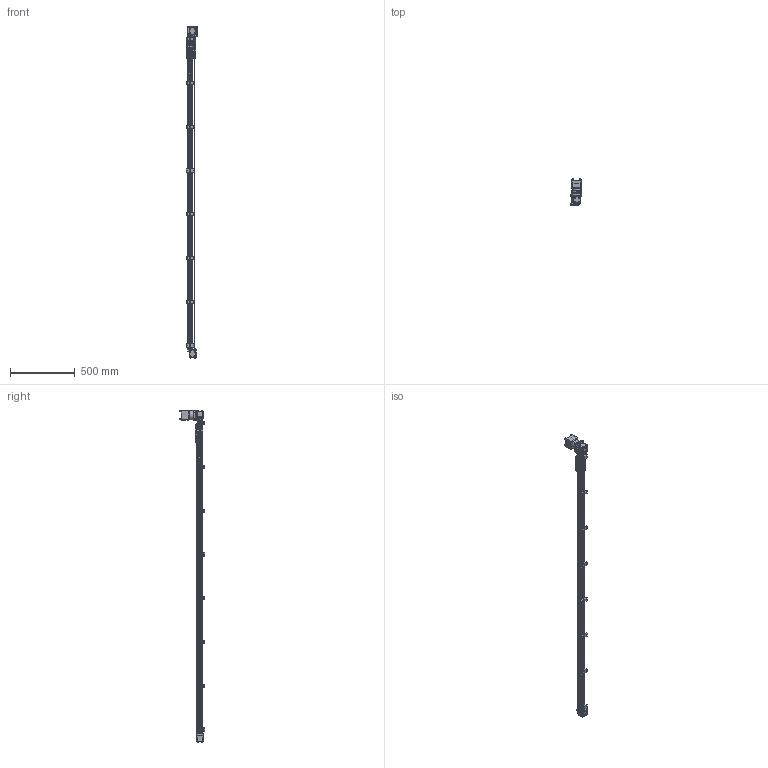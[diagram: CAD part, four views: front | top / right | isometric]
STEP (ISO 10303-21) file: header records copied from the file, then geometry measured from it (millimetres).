
FILE_DESCRIPTION (( 'STEP AP203' ), '1' );
FILE_NAME ('MXB25P_BWS18_SK88.000_MXB-495366-1.step', '2025-08-19T14:48:14', ( '' ), ( '' ), 'SwSTEP 2.0', 'SolidWorks 2024', '' );
FILE_SCHEMA (( 'CONFIG_CONTROL_DESIGN' ));
Length unit declared in the file: inch
Products named in the file (6): tempJoin8_45109055_MXB25P_BWS18_SK88.000_MXB-495366-1; 85259801_MXB25P_BWS18_SK88.000_MXB-495366-1; Base_MXB25P_BWS18_SK88.000_MXB-495366-1; 85259030_MXB25P_BWS18_SK88.000_MXB-495366-1; MXB25P_BWS18_SK88.000_MXB-495366-1; tempJoin4_44109204_MXB25P_BWS18_SK88.000_MXB-495366-1
Assembly tree (12 placements, depth 2):
  MXB25P_BWS18_SK88.000_MXB-495366-1
    85259801_MXB25P_BWS18_SK88.000_MXB-495366-1
    85259030_MXB25P_BWS18_SK88.000_MXB-495366-1  x8
    tempJoin4_44109204_MXB25P_BWS18_SK88.000_MXB-495366-1
    tempJoin8_45109055_MXB25P_BWS18_SK88.000_MXB-495366-1
    Base_MXB25P_BWS18_SK88.000_MXB-495366-1
Bounding box: 89.45 x 196.09 x 2555.12 mm (x, y, z)
Volume: 5088769.7 mm3; surface area: 1080688.8 mm2
Topology: 13 solids, 64 shells, 3352 faces, 8192 edges, 5309 vertices
Faces by surface type: plane 2089, cylinder 949, cone 205, torus 55, sphere 44, bspline 10
Full cylindrical faces by diameter (mm): 1.587 x1, 2.2 x4, 2.5 x16, 3 x16, 3.3 x16, 3.454 x1, 3.58 x8, 3.91 x10, 4 x23, 4.2 x23, 4.318 x1, 4.5 x60, 4.928 x20, 5 x10, 5.001 x4, 5.105 x6, 5.35 x8, 5.5 x12, 5.613 x16, 5.69 x4, 5.999 x4, 6 x8, 6.391 x2, 6.4 x8, 6.604 x4, 6.858 x4, 7 x21, 7.5 x60, 7.874 x16, 7.899 x4
Entity records: 78347 total; most frequent: CARTESIAN_POINT 15218, DIRECTION 13306, ORIENTED_EDGE 11666, EDGE_CURVE 5833, AXIS2_PLACEMENT_3D 4872, VERTEX_POINT 4050, EDGE_LOOP 3819, VECTOR 3562
